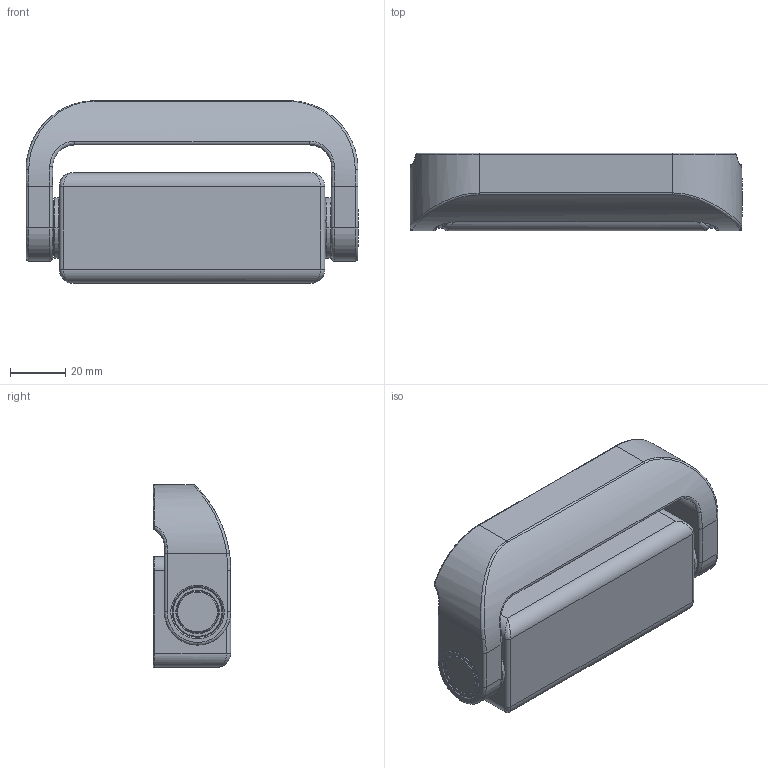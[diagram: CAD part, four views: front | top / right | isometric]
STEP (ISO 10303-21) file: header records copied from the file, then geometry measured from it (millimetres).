
FILE_DESCRIPTION (( 'STEP AP214' ), '1' );
FILE_NAME ('HS-SS-Z-350020.STEP', '2023-09-07T18:17:37', ( '' ), ( '' ), 'SwSTEP 2.0', 'SolidWorks 2021', '' );
FILE_SCHEMA (( 'AUTOMOTIVE_DESIGN' ));
Length unit declared in the file: inch
Products named in the file (1): HS-SS-Z-350020
Bounding box: 120 x 28 x 66 mm (x, y, z)
Volume: 93472.4 mm3; surface area: 53033.5 mm2
Topology: 12 solids, 12 shells, 1130 faces, 2727 edges, 1658 vertices
Faces by surface type: bspline 371, cylinder 357, plane 274, cone 128
Entity records: 59534 total; most frequent: CARTESIAN_POINT 34751, ORIENTED_EDGE 5410, DIRECTION 4753, EDGE_CURVE 2705, AXIS2_PLACEMENT_3D 1767, VERTEX_POINT 1658, LINE 1219, VECTOR 1219
